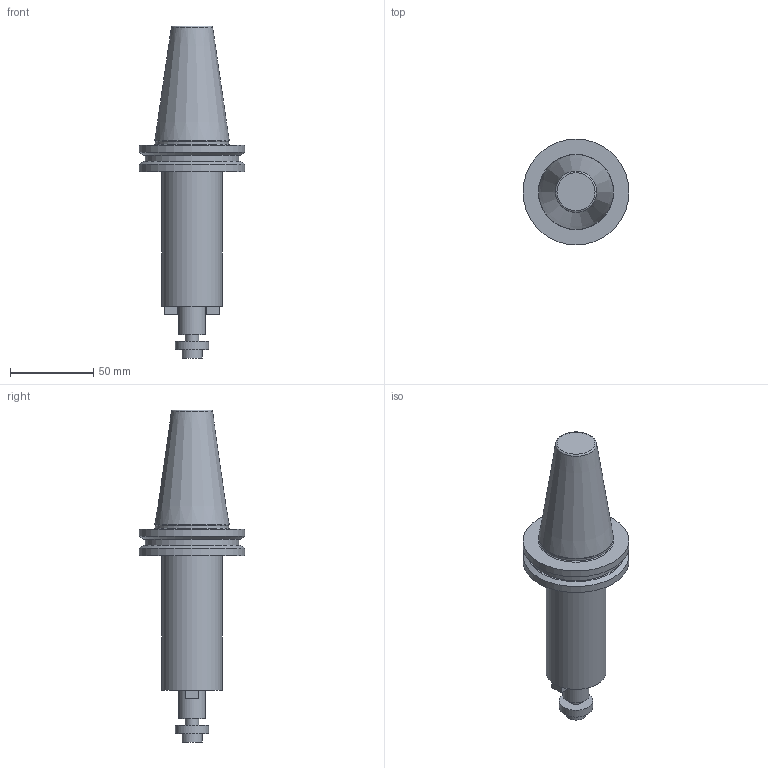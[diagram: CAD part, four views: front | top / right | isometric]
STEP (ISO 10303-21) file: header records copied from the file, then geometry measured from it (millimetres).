
FILE_DESCRIPTION(/* description */ (''),/* implementation_level */ '2;1');
FILE_NAME(/* name */ '1543468100702.stp',/* time_stamp */ '2018-11-29T10:38:45+05:00',/* author */ (''),/* organization */ ('SMS'),/* preprocessor_version */ 'ST-DEVELOPER v15',/* originating_system */ 'SIEMENS PLM Software NX 8.5',/* authorisation */ '');
FILE_SCHEMA (('AUTOMOTIVE_DESIGN { 1 0 10303 214 3 1 1 1 }'));
Length unit declared in the file: millimetre
Products named in the file (1): 201994041mod000_00
Bounding box: 63.5 x 63.5 x 199.2 mm (x, y, z)
Volume: 205841 mm3; surface area: 28616.6 mm2
Topology: 1 solids, 1 shells, 35 faces, 63 edges, 43 vertices
Faces by surface type: plane 20, cylinder 9, cone 4, torus 2
Full cylindrical faces by diameter (mm): 8 x1, 12 x1, 16 x1, 20 x1, 36 x1, 44 x1, 56 x1, 63.5 x2
Entity records: 847 total; most frequent: DIRECTION 150, CARTESIAN_POINT 130, ORIENTED_EDGE 96, AXIS2_PLACEMENT_3D 63, EDGE_LOOP 60, FACE_BOUND 48, EDGE_CURVE 48, VERTEX_POINT 40
